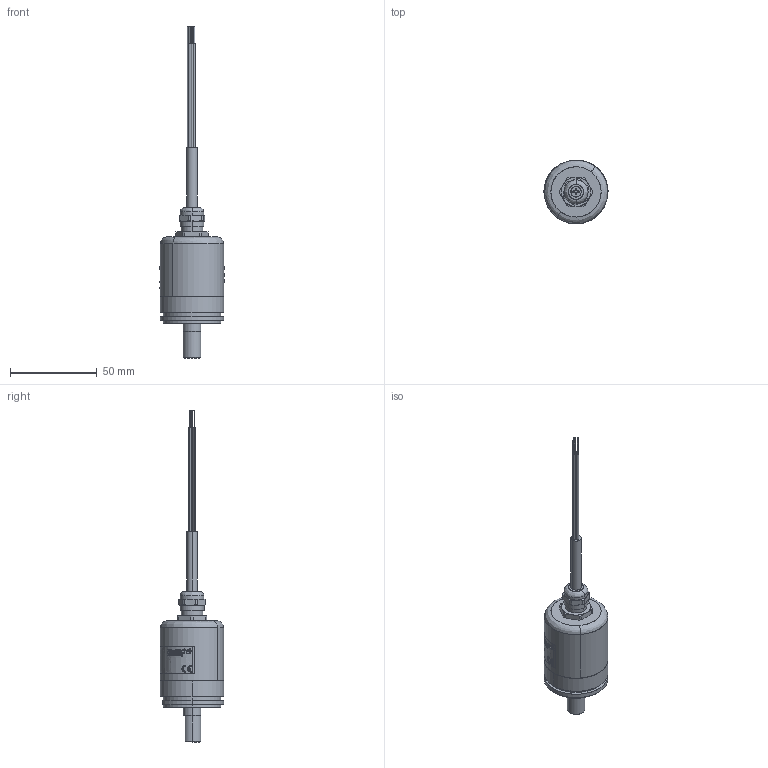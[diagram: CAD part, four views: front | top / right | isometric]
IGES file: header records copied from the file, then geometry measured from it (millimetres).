
Start section: SolidWorks IGES file using analytic representation for surfaces
Global section: file name: R_B-3624-____-____-B__.IGS; native system: SolidWorks 2014; preprocessor: SolidWorks 2014; author: Widmaier; date: 160722.102457; units: millimetre
Bounding box: 36.89 x 36.68 x 191.2 mm (x, y, z)
Surface area: 14435.1 mm2 (no closed solid volume)
Topology: 0 solids, 0 shells, 545 faces, 13180 edges, 13180 vertices
Faces by surface type: bspline 310, revolution 235
